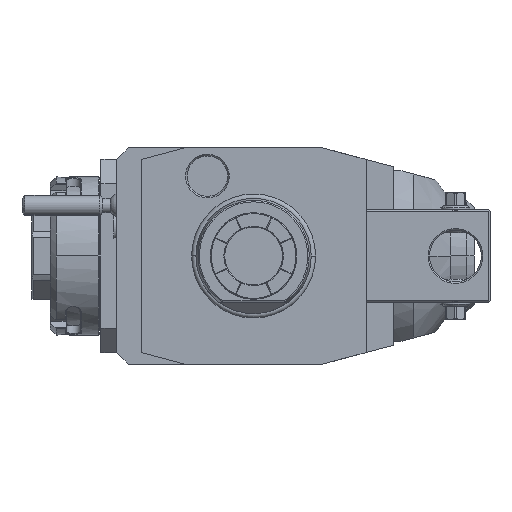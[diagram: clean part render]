
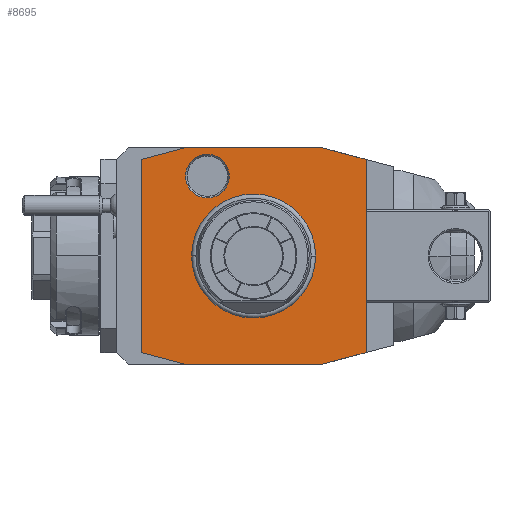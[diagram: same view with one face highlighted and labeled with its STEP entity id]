
A CAD part, front view. The second image highlights one B-rep face of the part: STEP entity #8695.
In plain terms, the highlighted planar face has unit normal (0, -1, 0).
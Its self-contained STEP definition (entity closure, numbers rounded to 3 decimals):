
#1=DIRECTION('',(-1.,0.,0.));
#2=VECTOR('',#1,48.);
#3=CARTESIAN_POINT('',(24.,0.,37.5));
#4=LINE('',#3,#2);
#5=DIRECTION('',(-0.966,0.,0.259));
#6=VECTOR('',#5,15.529);
#7=CARTESIAN_POINT('',(39.,0.,33.481));
#8=LINE('',#7,#6);
#9=DIRECTION('',(0.,0.,1.));
#10=VECTOR('',#9,66.962);
#11=CARTESIAN_POINT('',(39.,0.,-33.481));
#12=LINE('',#11,#10);
#13=DIRECTION('',(0.966,0.,0.259));
#14=VECTOR('',#13,15.529);
#15=CARTESIAN_POINT('',(24.,0.,-37.5));
#16=LINE('',#15,#14);
#17=DIRECTION('',(1.,0.,0.));
#18=VECTOR('',#17,48.);
#19=CARTESIAN_POINT('',(-24.,0.,-37.5));
#20=LINE('',#19,#18);
#21=DIRECTION('',(0.966,0.,-0.259));
#22=VECTOR('',#21,15.529);
#23=CARTESIAN_POINT('',(-39.,0.,-33.481));
#24=LINE('',#23,#22);
#25=DIRECTION('',(0.,0.,-1.));
#26=VECTOR('',#25,66.962);
#27=CARTESIAN_POINT('',(-39.,0.,33.481));
#28=LINE('',#27,#26);
#29=DIRECTION('',(-0.966,0.,-0.259));
#30=VECTOR('',#29,15.529);
#31=CARTESIAN_POINT('',(-24.,0.,37.5));
#32=LINE('',#31,#30);
#33=CARTESIAN_POINT('',(-16.,0.,27.713));
#34=DIRECTION('',(0.,1.,0.));
#35=DIRECTION('',(1.,0.,0.));
#36=AXIS2_PLACEMENT_3D('',#33,#34,#35);
#38=CARTESIAN_POINT('',(-16.,0.,27.713));
#39=DIRECTION('',(0.,1.,0.));
#40=DIRECTION('',(-1.,0.,0.));
#41=AXIS2_PLACEMENT_3D('',#38,#39,#40);
#5429=CARTESIAN_POINT('',(0.,0.,0.));
#5430=DIRECTION('',(0.,1.,0.));
#5431=DIRECTION('',(-1.,0.,0.));
#5432=AXIS2_PLACEMENT_3D('',#5429,#5430,#5431);
#5434=CARTESIAN_POINT('',(0.,0.,0.));
#5435=DIRECTION('',(0.,1.,0.));
#5436=DIRECTION('',(1.,0.,0.));
#5437=AXIS2_PLACEMENT_3D('',#5434,#5435,#5436);
#7630=CARTESIAN_POINT('',(-8.423,0.,27.713));
#7631=CARTESIAN_POINT('',(-23.577,0.,27.713));
#7632=VERTEX_POINT('',#7630);
#7633=VERTEX_POINT('',#7631);
#8454=CARTESIAN_POINT('',(24.,0.,37.5));
#8455=CARTESIAN_POINT('',(-24.,0.,37.5));
#8456=VERTEX_POINT('',#8454);
#8457=VERTEX_POINT('',#8455);
#8458=CARTESIAN_POINT('',(39.,0.,-33.481));
#8459=CARTESIAN_POINT('',(39.,0.,33.481));
#8460=VERTEX_POINT('',#8458);
#8461=VERTEX_POINT('',#8459);
#8462=CARTESIAN_POINT('',(-39.,0.,-33.481));
#8463=CARTESIAN_POINT('',(-24.,0.,-37.5));
#8464=VERTEX_POINT('',#8462);
#8465=VERTEX_POINT('',#8463);
#8466=CARTESIAN_POINT('',(-39.,0.,33.481));
#8467=VERTEX_POINT('',#8466);
#8492=CARTESIAN_POINT('',(24.,0.,-37.5));
#8493=VERTEX_POINT('',#8492);
#8534=CARTESIAN_POINT('',(-21.137,0.,0.));
#8535=CARTESIAN_POINT('',(21.137,0.,0.));
#8536=VERTEX_POINT('',#8534);
#8537=VERTEX_POINT('',#8535);
#8660=CARTESIAN_POINT('',(0.,0.,0.));
#8661=DIRECTION('',(0.,-1.,0.));
#8662=DIRECTION('',(-1.,0.,0.));
#8663=AXIS2_PLACEMENT_3D('',#8660,#8661,#8662);
#8664=PLANE('',#8663);
#8666=ORIENTED_EDGE('',*,*,#8665,.F.);
#8668=ORIENTED_EDGE('',*,*,#8667,.F.);
#8670=ORIENTED_EDGE('',*,*,#8669,.F.);
#8672=ORIENTED_EDGE('',*,*,#8671,.F.);
#8674=ORIENTED_EDGE('',*,*,#8673,.F.);
#8676=ORIENTED_EDGE('',*,*,#8675,.F.);
#8678=ORIENTED_EDGE('',*,*,#8677,.F.);
#8680=ORIENTED_EDGE('',*,*,#8679,.F.);
#8681=EDGE_LOOP('',(#8666,#8668,#8670,#8672,#8674,#8676,#8678,#8680));
#8682=FACE_OUTER_BOUND('',#8681,.F.);
#8684=ORIENTED_EDGE('',*,*,#8683,.F.);
#8686=ORIENTED_EDGE('',*,*,#8685,.F.);
#8687=EDGE_LOOP('',(#8684,#8686));
#8688=FACE_BOUND('',#8687,.F.);
#8690=ORIENTED_EDGE('',*,*,#8689,.F.);
#8692=ORIENTED_EDGE('',*,*,#8691,.F.);
#8693=EDGE_LOOP('',(#8690,#8692));
#8694=FACE_BOUND('',#8693,.F.);
#37=CIRCLE('',#36,7.577);
#42=CIRCLE('',#41,7.577);
#5433=CIRCLE('',#5432,21.137);
#5438=CIRCLE('',#5437,21.137);
#8665=EDGE_CURVE('',#8456,#8457,#4,.T.);
#8667=EDGE_CURVE('',#8461,#8456,#8,.T.);
#8669=EDGE_CURVE('',#8460,#8461,#12,.T.);
#8671=EDGE_CURVE('',#8493,#8460,#16,.T.);
#8673=EDGE_CURVE('',#8465,#8493,#20,.T.);
#8675=EDGE_CURVE('',#8464,#8465,#24,.T.);
#8677=EDGE_CURVE('',#8467,#8464,#28,.T.);
#8679=EDGE_CURVE('',#8457,#8467,#32,.T.);
#8683=EDGE_CURVE('',#8536,#8537,#5433,.T.);
#8685=EDGE_CURVE('',#8537,#8536,#5438,.T.);
#8689=EDGE_CURVE('',#7632,#7633,#37,.T.);
#8691=EDGE_CURVE('',#7633,#7632,#42,.T.);
#8695=ADVANCED_FACE('',(#8682,#8688,#8694),#8664,.T.);
